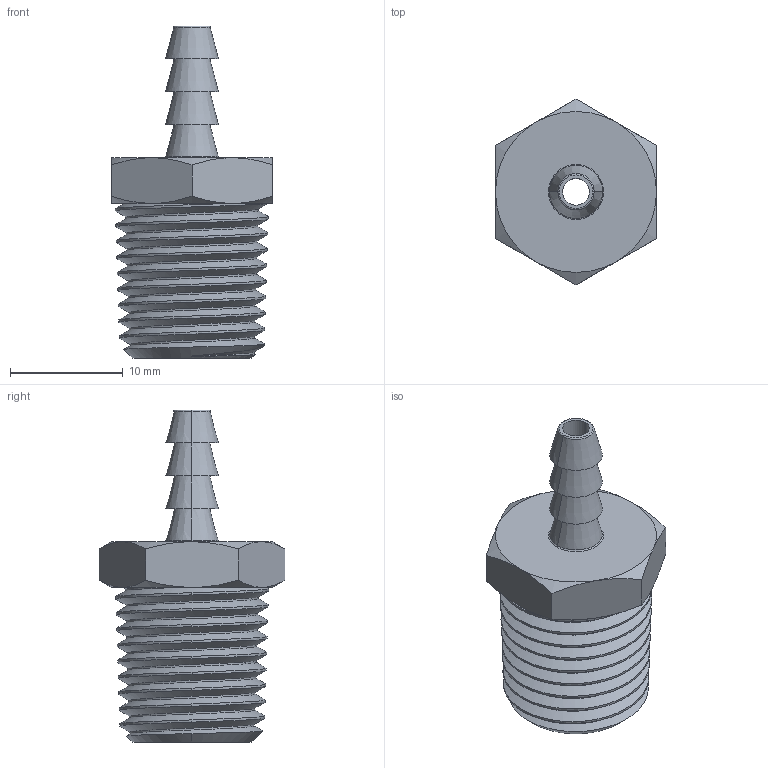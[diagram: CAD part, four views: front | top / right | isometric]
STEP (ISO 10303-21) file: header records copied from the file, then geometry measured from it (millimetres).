
FILE_DESCRIPTION (( 'STEP AP203' ), '1' );
FILE_NAME ('5346K62_Brass Barbed Hose Fitting for Air and Water.STEP', '2021-07-09T20:14:50', ( 'Administrator' ), ( 'Managed by Terraform' ), 'SwSTEP 2.0', 'SolidWorks 2017', '' );
FILE_SCHEMA (( 'CONFIG_CONTROL_DESIGN' ));
Length unit declared in the file: inch
Products named in the file (1): 5346K62_Brass Barbed Hose Fitting for Air and Water
Bounding box: 14.29 x 16.5 x 29.46 mm (x, y, z)
Volume: 1476.2 mm3; surface area: 2077.6 mm2
Topology: 1 solids, 1 shells, 70 faces, 166 edges, 103 vertices
Faces by surface type: cone 46, plane 13, torus 4, cylinder 4, bspline 3
Entity records: 7629 total; most frequent: CARTESIAN_POINT 6042, ORIENTED_EDGE 332, DIRECTION 281, EDGE_CURVE 166, AXIS2_PLACEMENT_3D 119, VERTEX_POINT 103, EDGE_LOOP 77, B_SPLINE_CURVE_WITH_KNOTS 72
